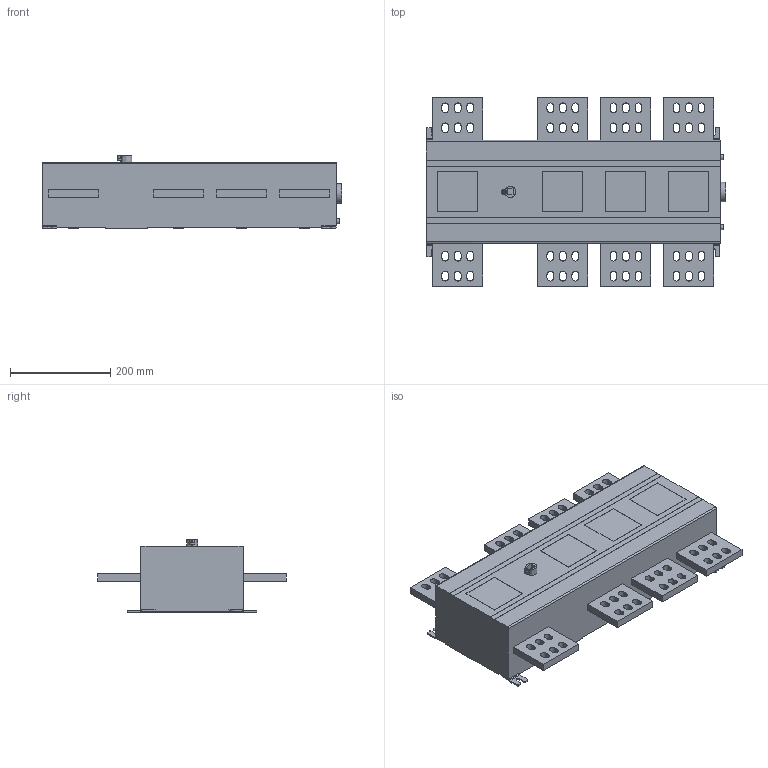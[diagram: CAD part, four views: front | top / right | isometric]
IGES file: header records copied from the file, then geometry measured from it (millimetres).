
Global section: file name: OT2500E13.igs; preprocessor: I-DEAS 3D IGES Translator 11; date: 20070601.163000; units: millimetre
Bounding box: 598.5 x 376.4 x 145.9 mm (x, y, z)
Volume: 16586699.9 mm3; surface area: 635986.3 mm2
Topology: 1 solids, 1 shells, 510 faces, 1453 edges, 970 vertices
Faces by surface type: bspline 510
